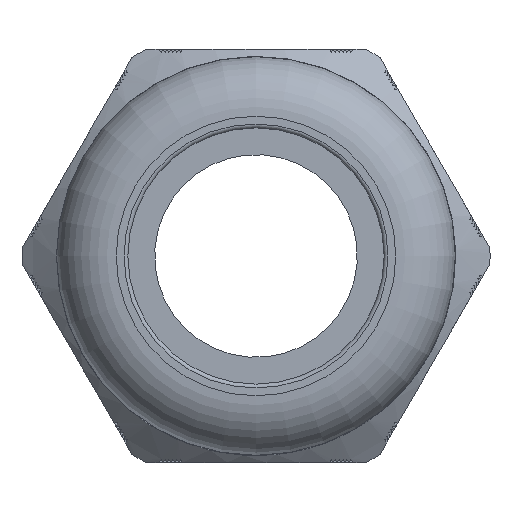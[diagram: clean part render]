
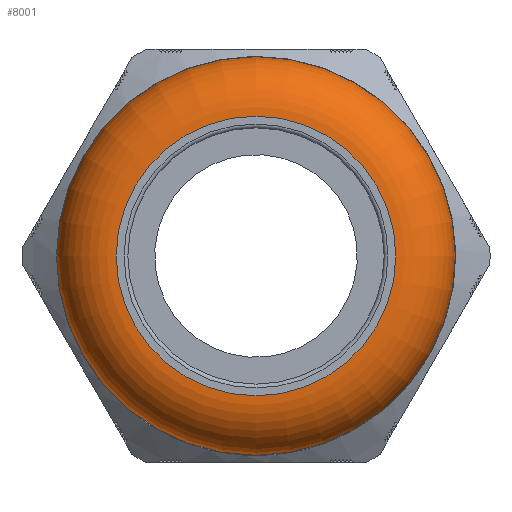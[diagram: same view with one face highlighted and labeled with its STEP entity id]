
A CAD part, left-side view. The second image highlights one B-rep face of the part: STEP entity #8001.
In plain terms, the highlighted toroidal (fillet/blend) face has major radius 18.022 mm and minor radius 7.59 mm.
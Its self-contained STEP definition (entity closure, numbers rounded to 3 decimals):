
#133=TOROIDAL_SURFACE('',#8836,18.022,7.59);
#167=FACE_BOUND('',#2741,.T.);
#2282=FACE_OUTER_BOUND('',#2740,.T.);
#2740=EDGE_LOOP('',(#7555));
#2741=EDGE_LOOP('',(#7556));
#3014=CIRCLE('',#8528,17.935);
#3117=CIRCLE('',#8829,25.576);
#3630=VERTEX_POINT('',#17274);
#4004=VERTEX_POINT('',#20064);
#4630=EDGE_CURVE('',#3630,#3630,#3014,.T.);
#5188=EDGE_CURVE('',#4004,#4004,#3117,.T.);
#7555=ORIENTED_EDGE('',*,*,#4630,.T.);
#7556=ORIENTED_EDGE('',*,*,#5188,.F.);
#8001=ADVANCED_FACE('',(#2282,#167),#133,.T.);
#8528=AXIS2_PLACEMENT_3D('',#17275,#10087,#10088);
#8829=AXIS2_PLACEMENT_3D('',#20065,#11070,#11071);
#8836=AXIS2_PLACEMENT_3D('',#20073,#11084,#11085);
#10087=DIRECTION('center_axis',(1.,0.,0.));
#10088=DIRECTION('ref_axis',(0.,0.,-1.));
#11070=DIRECTION('center_axis',(1.,0.,0.));
#11071=DIRECTION('ref_axis',(0.,-1.,0.));
#11084=DIRECTION('center_axis',(1.,0.,0.));
#11085=DIRECTION('ref_axis',(0.,0.,-1.));
#17274=CARTESIAN_POINT('',(-33.36,17.935,0.));
#17275=CARTESIAN_POINT('Origin',(-33.36,0.,0.));
#20064=CARTESIAN_POINT('',(-26.505,25.576,0.));
#20065=CARTESIAN_POINT('Origin',(-26.505,0.,0.));
#20073=CARTESIAN_POINT('Origin',(-25.77,0.,0.));
